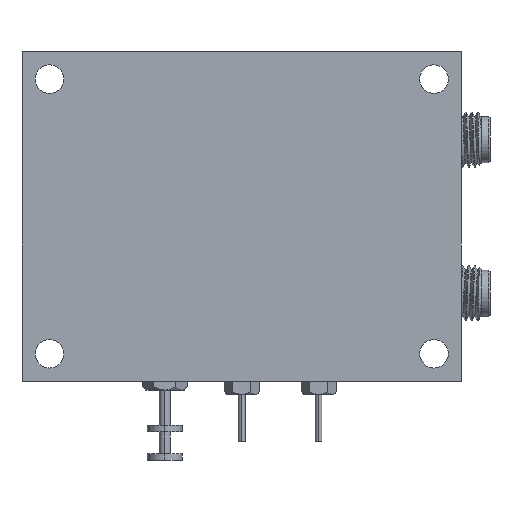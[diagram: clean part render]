
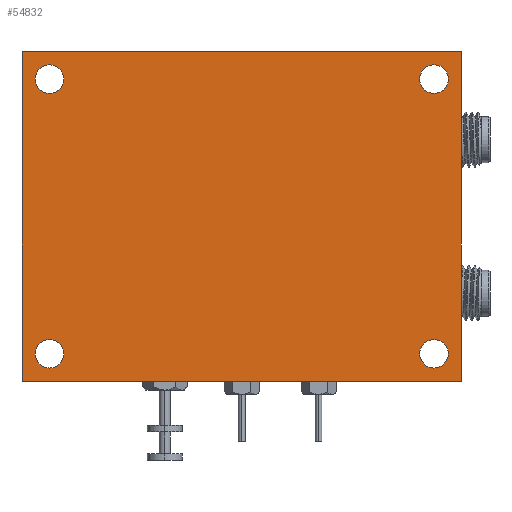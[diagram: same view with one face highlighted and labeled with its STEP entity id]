
A CAD part, front view. The second image highlights one B-rep face of the part: STEP entity #54832.
In plain terms, the highlighted planar face has unit normal (0, -1, 0).
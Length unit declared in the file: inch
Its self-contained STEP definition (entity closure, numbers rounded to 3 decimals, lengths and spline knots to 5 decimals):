
#1370 = ORIENTED_EDGE ( 'NONE', *, *, #23016, .T. ) ;
#1607 = DIRECTION ( 'NONE',  ( 0., 0., 1. ) ) ;
#2492 = ORIENTED_EDGE ( 'NONE', *, *, #46738, .T. ) ;
#2955 = FACE_BOUND ( 'NONE', #33425, .T. ) ;
#3017 = AXIS2_PLACEMENT_3D ( 'NONE', #47053, #39290, #90714 ) ;
#6373 = DIRECTION ( 'NONE',  ( 1., 0., 0. ) ) ;
#7495 = AXIS2_PLACEMENT_3D ( 'NONE', #82892, #22714, #45071 ) ;
#8728 = CARTESIAN_POINT ( 'NONE',  ( -0.81, 0., -0.625 ) ) ;
#9123 = VECTOR ( 'NONE', #49819, 39.37008 ) ;
#10036 = VECTOR ( 'NONE', #39051, 39.37008 ) ;
#10243 = CIRCLE ( 'NONE', #62923, 0.065 ) ;
#10653 = EDGE_CURVE ( 'NONE', #22956, #64100, #48967, .T. ) ;
#10933 = DIRECTION ( 'NONE',  ( 1., 0., 0. ) ) ;
#11295 = AXIS2_PLACEMENT_3D ( 'NONE', #69680, #84717, #10933 ) ;
#11877 = CARTESIAN_POINT ( 'NONE',  ( -0.94, 0., -0.625 ) ) ;
#12530 = CARTESIAN_POINT ( 'NONE',  ( 1., 0., 0.75 ) ) ;
#12735 = VERTEX_POINT ( 'NONE', #8728 ) ;
#13636 = DIRECTION ( 'NONE',  ( 0., 1., 0. ) ) ;
#13978 = EDGE_CURVE ( 'NONE', #94320, #18116, #84527, .T. ) ;
#14196 = ORIENTED_EDGE ( 'NONE', *, *, #46991, .T. ) ;
#15821 = DIRECTION ( 'NONE',  ( 1., 0., 0. ) ) ;
#16016 = EDGE_CURVE ( 'NONE', #47997, #16120, #82928, .T. ) ;
#16120 = VERTEX_POINT ( 'NONE', #62650 ) ;
#17148 = CARTESIAN_POINT ( 'NONE',  ( -1., 0., 0.75 ) ) ;
#17935 = FACE_OUTER_BOUND ( 'NONE', #94337, .T. ) ;
#18116 = VERTEX_POINT ( 'NONE', #18812 ) ;
#18251 = ORIENTED_EDGE ( 'NONE', *, *, #61876, .T. ) ;
#18333 = CARTESIAN_POINT ( 'NONE',  ( 1., 0., -0.75 ) ) ;
#18812 = CARTESIAN_POINT ( 'NONE',  ( -1., 0., 0.75 ) ) ;
#22714 = DIRECTION ( 'NONE',  ( 0., 1., 0. ) ) ;
#22956 = VERTEX_POINT ( 'NONE', #12530 ) ;
#23016 = EDGE_CURVE ( 'NONE', #63460, #63433, #77159, .T. ) ;
#23116 = CARTESIAN_POINT ( 'NONE',  ( 0.875, 0., -0.625 ) ) ;
#24007 = AXIS2_PLACEMENT_3D ( 'NONE', #67039, #89866, #74339 ) ;
#24435 = LINE ( 'NONE', #17148, #10036 ) ;
#25148 = AXIS2_PLACEMENT_3D ( 'NONE', #49567, #86907, #79126 ) ;
#25683 = FACE_BOUND ( 'NONE', #94091, .T. ) ;
#25925 = ORIENTED_EDGE ( 'NONE', *, *, #68979, .T. ) ;
#26644 = CARTESIAN_POINT ( 'NONE',  ( 0., 0., 0. ) ) ;
#27839 = VECTOR ( 'NONE', #1607, 39.37008 ) ;
#27954 = LINE ( 'NONE', #72143, #9123 ) ;
#31511 = CIRCLE ( 'NONE', #11295, 0.065 ) ;
#32004 = CARTESIAN_POINT ( 'NONE',  ( 0.94, 0., 0.625 ) ) ;
#32534 = FACE_BOUND ( 'NONE', #80121, .T. ) ;
#33001 = FACE_BOUND ( 'NONE', #51778, .T. ) ;
#33425 = EDGE_LOOP ( 'NONE', ( #25925, #41306 ) ) ;
#34958 = CARTESIAN_POINT ( 'NONE',  ( 0.81, 0., 0.625 ) ) ;
#39051 = DIRECTION ( 'NONE',  ( 1., 0., 0. ) ) ;
#39290 = DIRECTION ( 'NONE',  ( 0., 1., 0. ) ) ;
#40099 = ORIENTED_EDGE ( 'NONE', *, *, #84056, .T. ) ;
#40307 = PLANE ( 'NONE',  #83342 ) ;
#41306 = ORIENTED_EDGE ( 'NONE', *, *, #16016, .T. ) ;
#43263 = DIRECTION ( 'NONE',  ( 1., 0., 0. ) ) ;
#43860 = ORIENTED_EDGE ( 'NONE', *, *, #83321, .F. ) ;
#45071 = DIRECTION ( 'NONE',  ( 1., 0., 0. ) ) ;
#45084 = EDGE_CURVE ( 'NONE', #12735, #61508, #55636, .T. ) ;
#46738 = EDGE_CURVE ( 'NONE', #63433, #63460, #94962, .T. ) ;
#46991 = EDGE_CURVE ( 'NONE', #61508, #12735, #31511, .T. ) ;
#47053 = CARTESIAN_POINT ( 'NONE',  ( -0.875, 0., -0.625 ) ) ;
#47997 = VERTEX_POINT ( 'NONE', #84613 ) ;
#48506 = VERTEX_POINT ( 'NONE', #67448 ) ;
#48967 = LINE ( 'NONE', #78996, #61550 ) ;
#49567 = CARTESIAN_POINT ( 'NONE',  ( 0.875, 0., 0.625 ) ) ;
#49788 = CIRCLE ( 'NONE', #59102, 0.065 ) ;
#49819 = DIRECTION ( 'NONE',  ( -1., 0., 0. ) ) ;
#49923 = DIRECTION ( 'NONE',  ( 0., 0., -1. ) ) ;
#51778 = EDGE_LOOP ( 'NONE', ( #40099, #18251 ) ) ;
#53613 = ORIENTED_EDGE ( 'NONE', *, *, #45084, .T. ) ;
#54457 = CARTESIAN_POINT ( 'NONE',  ( -1., 0., 0.75 ) ) ;
#54832 = ADVANCED_FACE ( 'NONE', ( #25683, #2955, #32534, #33001, #17935 ), #40307, .T. ) ;
#55636 = CIRCLE ( 'NONE', #3017, 0.065 ) ;
#56288 = DIRECTION ( 'NONE',  ( 0., -1., 0. ) ) ;
#57929 = ORIENTED_EDGE ( 'NONE', *, *, #13978, .F. ) ;
#58918 = CIRCLE ( 'NONE', #85186, 0.065 ) ;
#59102 = AXIS2_PLACEMENT_3D ( 'NONE', #81581, #13636, #43263 ) ;
#59289 = CARTESIAN_POINT ( 'NONE',  ( -0.875, 0., 0.625 ) ) ;
#60983 = DIRECTION ( 'NONE',  ( 0., 1., 0. ) ) ;
#61508 = VERTEX_POINT ( 'NONE', #11877 ) ;
#61550 = VECTOR ( 'NONE', #49923, 39.37008 ) ;
#61876 = EDGE_CURVE ( 'NONE', #48506, #62349, #49788, .T. ) ;
#61944 = CARTESIAN_POINT ( 'NONE',  ( -1., 0., -0.75 ) ) ;
#62349 = VERTEX_POINT ( 'NONE', #86251 ) ;
#62650 = CARTESIAN_POINT ( 'NONE',  ( 0.94, 0., -0.625 ) ) ;
#62923 = AXIS2_PLACEMENT_3D ( 'NONE', #59289, #81093, #6373 ) ;
#63433 = VERTEX_POINT ( 'NONE', #34958 ) ;
#63460 = VERTEX_POINT ( 'NONE', #32004 ) ;
#64100 = VERTEX_POINT ( 'NONE', #18333 ) ;
#65102 = ORIENTED_EDGE ( 'NONE', *, *, #95535, .F. ) ;
#67039 = CARTESIAN_POINT ( 'NONE',  ( 0.875, 0., -0.625 ) ) ;
#67448 = CARTESIAN_POINT ( 'NONE',  ( -0.94, 0., 0.625 ) ) ;
#68979 = EDGE_CURVE ( 'NONE', #16120, #47997, #58918, .T. ) ;
#69680 = CARTESIAN_POINT ( 'NONE',  ( -0.875, 0., -0.625 ) ) ;
#71035 = ORIENTED_EDGE ( 'NONE', *, *, #10653, .F. ) ;
#72143 = CARTESIAN_POINT ( 'NONE',  ( -1., 0., -0.75 ) ) ;
#74339 = DIRECTION ( 'NONE',  ( 1., 0., 0. ) ) ;
#77159 = CIRCLE ( 'NONE', #7495, 0.065 ) ;
#78996 = CARTESIAN_POINT ( 'NONE',  ( 1., 0., 0.75 ) ) ;
#79126 = DIRECTION ( 'NONE',  ( 1., 0., 0. ) ) ;
#80121 = EDGE_LOOP ( 'NONE', ( #1370, #2492 ) ) ;
#81093 = DIRECTION ( 'NONE',  ( 0., 1., 0. ) ) ;
#81581 = CARTESIAN_POINT ( 'NONE',  ( -0.875, 0., 0.625 ) ) ;
#82892 = CARTESIAN_POINT ( 'NONE',  ( 0.875, 0., 0.625 ) ) ;
#82928 = CIRCLE ( 'NONE', #24007, 0.065 ) ;
#83321 = EDGE_CURVE ( 'NONE', #18116, #22956, #24435, .T. ) ;
#83342 = AXIS2_PLACEMENT_3D ( 'NONE', #26644, #56288, #92193 ) ;
#84056 = EDGE_CURVE ( 'NONE', #62349, #48506, #10243, .T. ) ;
#84527 = LINE ( 'NONE', #54457, #27839 ) ;
#84613 = CARTESIAN_POINT ( 'NONE',  ( 0.81, 0., -0.625 ) ) ;
#84717 = DIRECTION ( 'NONE',  ( 0., 1., 0. ) ) ;
#85186 = AXIS2_PLACEMENT_3D ( 'NONE', #23116, #60983, #15821 ) ;
#86251 = CARTESIAN_POINT ( 'NONE',  ( -0.81, 0., 0.625 ) ) ;
#86907 = DIRECTION ( 'NONE',  ( 0., 1., 0. ) ) ;
#89866 = DIRECTION ( 'NONE',  ( 0., 1., 0. ) ) ;
#90714 = DIRECTION ( 'NONE',  ( 1., 0., 0. ) ) ;
#92193 = DIRECTION ( 'NONE',  ( -1., 0., 0. ) ) ;
#94091 = EDGE_LOOP ( 'NONE', ( #53613, #14196 ) ) ;
#94320 = VERTEX_POINT ( 'NONE', #61944 ) ;
#94337 = EDGE_LOOP ( 'NONE', ( #71035, #43860, #57929, #65102 ) ) ;
#94962 = CIRCLE ( 'NONE', #25148, 0.065 ) ;
#95535 = EDGE_CURVE ( 'NONE', #64100, #94320, #27954, .T. ) ;
